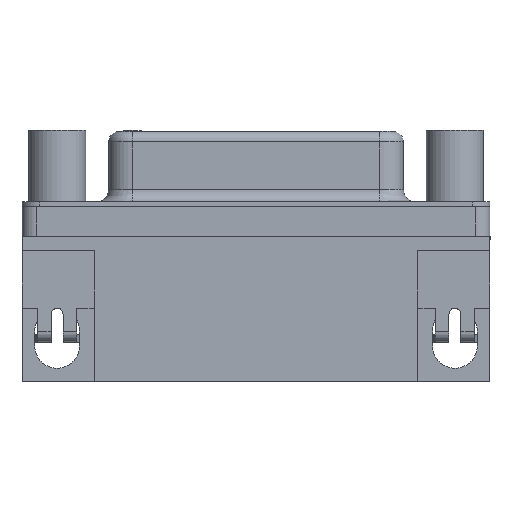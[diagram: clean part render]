
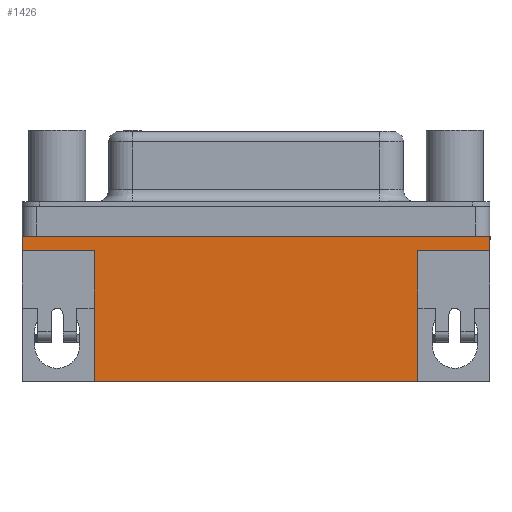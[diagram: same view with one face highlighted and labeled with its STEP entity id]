
A CAD part, top view. The second image highlights one B-rep face of the part: STEP entity #1426.
In plain terms, the highlighted planar face has unit normal (0, 0, 1).
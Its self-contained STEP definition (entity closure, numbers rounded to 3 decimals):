
#294=CARTESIAN_POINT('',(-19.6,8.53,10.6));
#295=VERTEX_POINT('',#294);
#296=CARTESIAN_POINT('',(19.6,8.53,10.6));
#297=VERTEX_POINT('',#296);
#298=CARTESIAN_POINT('',(-19.6,8.53,10.6));
#299=DIRECTION('',(1.0,0.0,0.0));
#300=VECTOR('',#299,39.2);
#301=LINE('',#298,#300);
#302=EDGE_CURVE('',#295,#297,#301,.T.);
#1280=CARTESIAN_POINT('',(-19.6,7.33,10.6));
#1281=VERTEX_POINT('',#1280);
#1288=CARTESIAN_POINT('',(-19.6,7.33,10.6));
#1289=DIRECTION('',(0.0,1.0,0.0));
#1290=VECTOR('',#1289,1.2);
#1291=LINE('',#1288,#1290);
#1292=EDGE_CURVE('',#1281,#295,#1291,.T.);
#1315=CARTESIAN_POINT('',(-13.55,7.33,10.6));
#1316=VERTEX_POINT('',#1315);
#1323=CARTESIAN_POINT('',(-13.55,7.33,10.6));
#1324=DIRECTION('',(-1.0,0.0,0.0));
#1325=VECTOR('',#1324,6.05);
#1326=LINE('',#1323,#1325);
#1327=EDGE_CURVE('',#1316,#1281,#1326,.T.);
#1339=CARTESIAN_POINT('',(19.6,7.33,10.6));
#1340=VERTEX_POINT('',#1339);
#1347=CARTESIAN_POINT('',(13.55,7.33,10.6));
#1348=VERTEX_POINT('',#1347);
#1349=CARTESIAN_POINT('',(19.6,7.33,10.6));
#1350=DIRECTION('',(-1.0,0.0,0.0));
#1351=VECTOR('',#1350,6.05);
#1352=LINE('',#1349,#1351);
#1353=EDGE_CURVE('',#1340,#1348,#1352,.T.);
#1382=CARTESIAN_POINT('',(19.6,8.53,10.6));
#1383=DIRECTION('',(0.0,-1.0,0.0));
#1384=VECTOR('',#1383,1.2);
#1385=LINE('',#1382,#1384);
#1386=EDGE_CURVE('',#297,#1340,#1385,.T.);
#1392=CARTESIAN_POINT('',(0.,3.741,10.6));
#1393=DIRECTION('',(0.0,0.0,1.0));
#1394=DIRECTION('',(1.0,0.0,0.0));
#1395=AXIS2_PLACEMENT_3D('',#1392,#1393,#1394);
#1396=PLANE('',#1395);
#1397=ORIENTED_EDGE('',*,*,#302,.F.);
#1398=ORIENTED_EDGE('',*,*,#1292,.F.);
#1399=ORIENTED_EDGE('',*,*,#1327,.F.);
#1400=CARTESIAN_POINT('',(-13.55,-3.63,10.6));
#1401=VERTEX_POINT('',#1400);
#1402=CARTESIAN_POINT('',(-13.55,-3.63,10.6));
#1403=DIRECTION('',(0.0,1.0,0.0));
#1404=VECTOR('',#1403,10.96);
#1405=LINE('',#1402,#1404);
#1406=EDGE_CURVE('',#1401,#1316,#1405,.T.);
#1407=ORIENTED_EDGE('',*,*,#1406,.F.);
#1408=CARTESIAN_POINT('',(13.55,-3.63,10.6));
#1409=VERTEX_POINT('',#1408);
#1410=CARTESIAN_POINT('',(13.55,-3.63,10.6));
#1411=DIRECTION('',(-1.0,0.0,0.0));
#1412=VECTOR('',#1411,27.1);
#1413=LINE('',#1410,#1412);
#1414=EDGE_CURVE('',#1409,#1401,#1413,.T.);
#1415=ORIENTED_EDGE('',*,*,#1414,.F.);
#1416=CARTESIAN_POINT('',(13.55,7.33,10.6));
#1417=DIRECTION('',(0.0,-1.0,0.0));
#1418=VECTOR('',#1417,10.96);
#1419=LINE('',#1416,#1418);
#1420=EDGE_CURVE('',#1348,#1409,#1419,.T.);
#1421=ORIENTED_EDGE('',*,*,#1420,.F.);
#1422=ORIENTED_EDGE('',*,*,#1353,.F.);
#1423=ORIENTED_EDGE('',*,*,#1386,.F.);
#1424=EDGE_LOOP('',(#1397,#1398,#1399,#1407,#1415,#1421,#1422,#1423));
#1425=FACE_OUTER_BOUND('',#1424,.T.);
#1426=ADVANCED_FACE('',(#1425),#1396,.T.);
